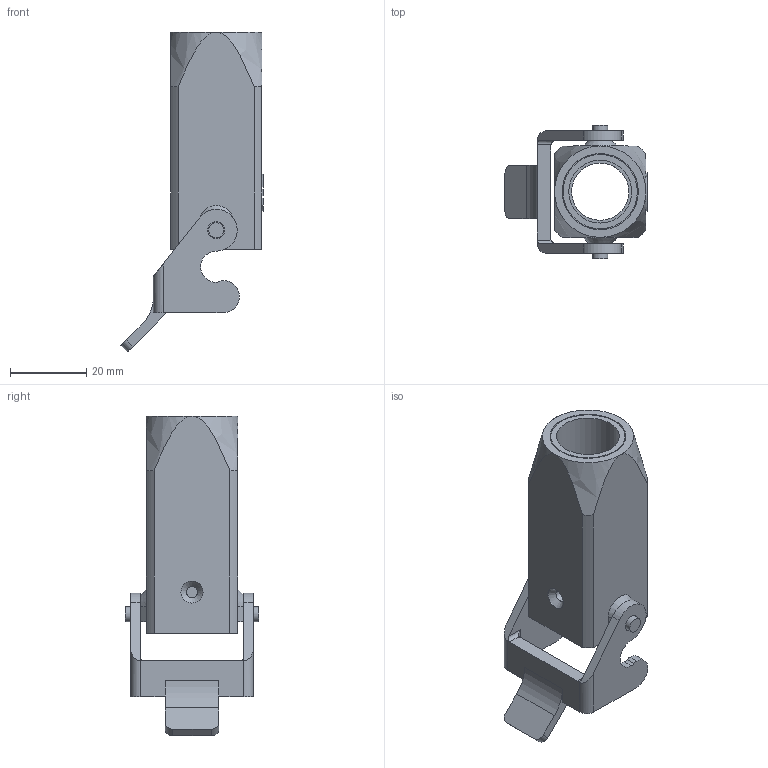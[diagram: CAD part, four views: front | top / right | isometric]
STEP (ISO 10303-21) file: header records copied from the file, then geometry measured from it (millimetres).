
FILE_DESCRIPTION((''),'2;1');
FILE_NAME('05200030720.stp','2020-07-08T08:05:55',('e.eickhoff'),(''),'Autodesk Inventor 2012','Autodesk Inventor 2012','');
FILE_SCHEMA(('AUTOMOTIVE_DESIGN { 1 0 10303 214 1 1 1 1 }'));
Length unit declared in the file: millimetre
Products named in the file (3): 05200030720; M16-PG11 Adapter
Assembly tree (2 placements, depth 2):
  05200030720
    05200030720
    M16-PG11 Adapter
Bounding box: 37.32 x 35 x 83.95 mm (x, y, z)
Volume: 13245.5 mm3; surface area: 15529.4 mm2
Topology: 3 solids, 3 shells, 242 faces, 645 edges, 418 vertices
Faces by surface type: plane 132, cylinder 68, bspline 29, cone 12, torus 1
Full cylindrical faces by diameter (mm): 0.7 x1, 0.981 x1, 3 x1, 4 x2, 4.4 x2, 5.8 x1, 15 x1, 16.5 x1, 19.5 x1, 20 x1
Entity records: 9196 total; most frequent: CARTESIAN_POINT 3110, ORIENTED_EDGE 1230, DIRECTION 1091, EDGE_CURVE 615, VERTEX_POINT 412, VECTOR 379, LINE 379, AXIS2_PLACEMENT_3D 356
